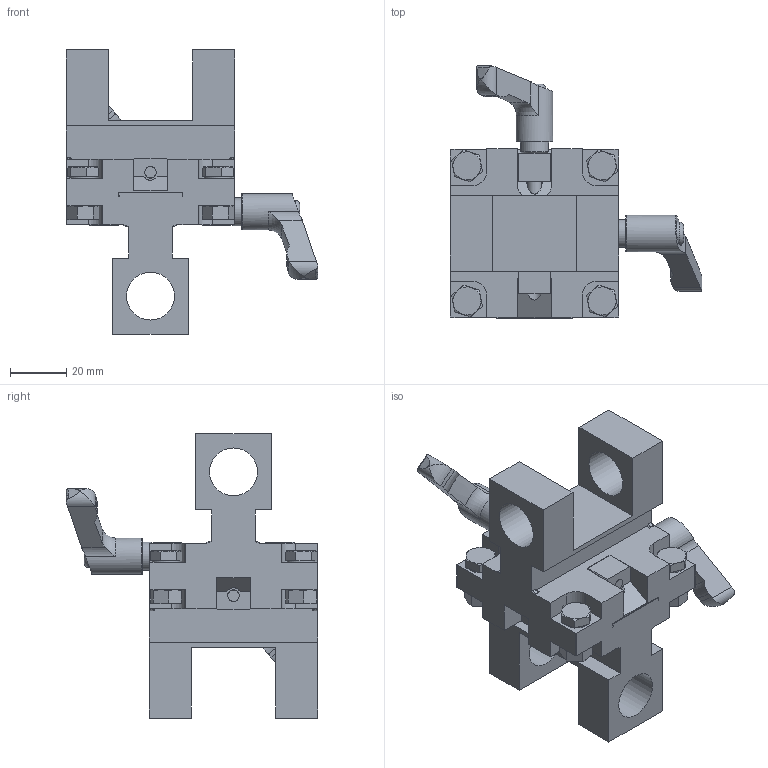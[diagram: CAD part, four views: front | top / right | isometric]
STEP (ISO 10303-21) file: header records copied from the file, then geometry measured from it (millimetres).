
FILE_DESCRIPTION(/* description */ ('Unknown'),/* implementation_level */ '2;1');
FILE_NAME(/* name */ 'A-0000149-Kreuzschlitten50-60x60',/* time_stamp */ '2020-03-29T10:26:57+02:00',/* author */ ('Unknown'),/* organization */ ('Unknown'),/* preprocessor_version */ 'ST-DEVELOPER v16.7',/* originating_system */ 'Solid Edge',/* authorisation */ 'Unknown');
FILE_SCHEMA (('AUTOMOTIVE_DESIGN {1 0 10303 214 3 1 1}'));
Length unit declared in the file: millimetre
Products named in the file (1): A-0000149-Kreuzschlitten50-60x60-dy
Bounding box: 89.5 x 89.5 x 101 mm (x, y, z)
Volume: 138221.3 mm3; surface area: 39964.3 mm2
Topology: 1 solids, 7 shells, 543 faces, 1419 edges, 916 vertices
Faces by surface type: plane 234, cylinder 149, cone 132, torus 20, bspline 8
Full cylindrical faces by diameter (mm): 4.134 x2, 4.5 x2, 4.917 x4, 5 x11, 5.5 x2, 5.6 x3, 6 x4, 8 x2, 8.3 x2, 9.99 x4, 10 x2, 13 x2, 17 x4
Entity records: 20089 total; most frequent: CARTESIAN_POINT 3981, ORIENTED_EDGE 2574, DIRECTION 2401, EDGE_CURVE 1287, AXIS2_PLACEMENT_3D 912, VERTEX_POINT 864, FACE_BOUND 667, EDGE_LOOP 661
